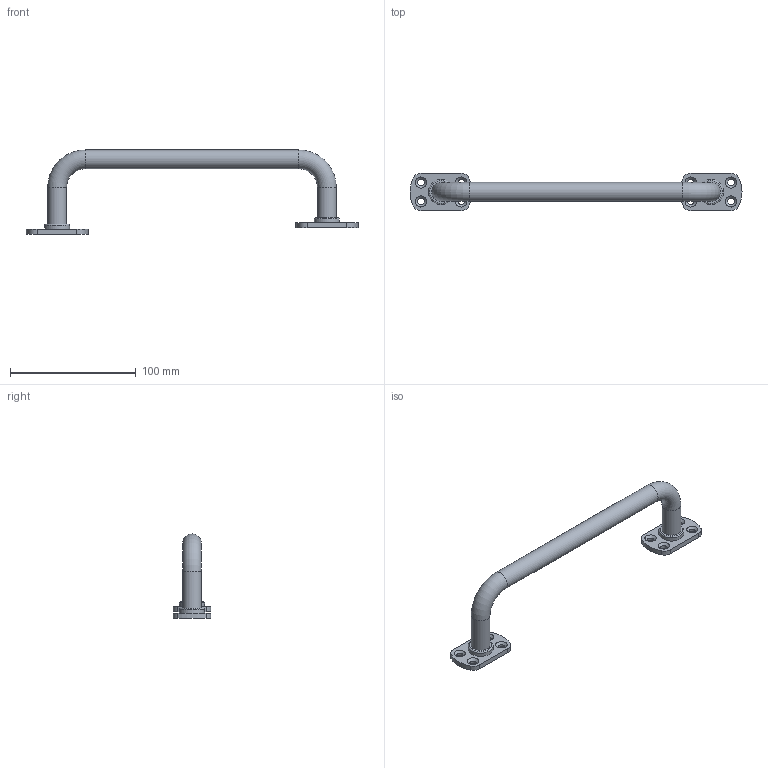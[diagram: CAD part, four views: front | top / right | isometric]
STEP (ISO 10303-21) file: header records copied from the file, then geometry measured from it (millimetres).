
FILE_DESCRIPTION(/* description */ ('GRUPPO MANIGLIONE DIR.CM.20 NERO 9005 '),/* implementation_level */ '2;1');
FILE_NAME(/* name */ '11001010 503.stp',/* time_stamp */ '2023-11-30T14:58:41+01:00',/* author */ ('gcocco'),/* organization */ (''),/* preprocessor_version */ 'ST-DEVELOPER v19.2',/* originating_system */ 'Autodesk Inventor 2023',/* authorisation */ '');
FILE_SCHEMA (('AUTOMOTIVE_DESIGN { 1 0 10303 214 3 1 1 }','PROCESS_PLANNING_SCHEMA'));
Length unit declared in the file: millimetre
Products named in the file (3): 31001010; 29001002; 26404003
Assembly tree (3 placements, depth 2):
  31001010
    29001002
    26404003  x2
Bounding box: 264.5 x 30 x 67 mm (x, y, z)
Volume: 63519 mm3; surface area: 21874.8 mm2
Topology: 3 solids, 3 shells, 53 faces, 125 edges, 80 vertices
Faces by surface type: cylinder 27, plane 12, cone 8, torus 6
Full cylindrical faces by diameter (mm): 5.3 x8, 15 x5, 20 x2
Entity records: 1023 total; most frequent: DIRECTION 187, CARTESIAN_POINT 151, ORIENTED_EDGE 140, AXIS2_PLACEMENT_3D 81, EDGE_CURVE 70, CIRCLE 45, VERTEX_POINT 45, EDGE_LOOP 41
